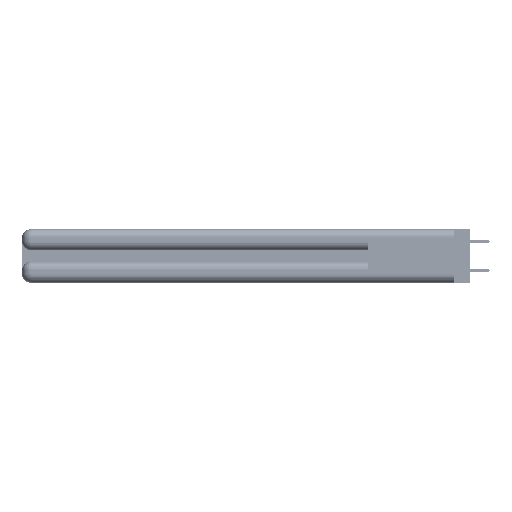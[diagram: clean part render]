
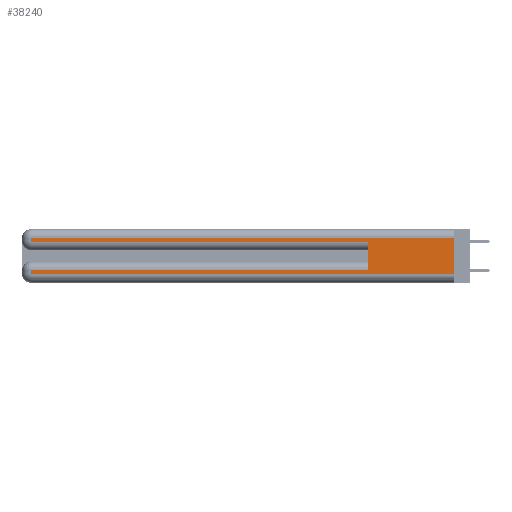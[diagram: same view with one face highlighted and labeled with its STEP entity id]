
A CAD part, left-side view. The second image highlights one B-rep face of the part: STEP entity #38240.
In plain terms, the highlighted planar face has unit normal (-1, 0, 0).
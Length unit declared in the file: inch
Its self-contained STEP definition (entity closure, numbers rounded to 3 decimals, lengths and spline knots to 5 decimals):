
#17 = VECTOR ( 'NONE', #52367, 39.37008 ) ;
#2519 = DIRECTION ( 'NONE',  ( 0., 1., 0. ) ) ;
#4260 = VECTOR ( 'NONE', #47621, 39.37008 ) ;
#4479 = CARTESIAN_POINT ( 'NONE',  ( 0., 0., 0.31 ) ) ;
#5309 = CARTESIAN_POINT ( 'NONE',  ( 0., 0.6, 0.145 ) ) ;
#6731 = LINE ( 'NONE', #23192, #17 ) ;
#7029 = ORIENTED_EDGE ( 'NONE', *, *, #8641, .T. ) ;
#7281 = CARTESIAN_POINT ( 'NONE',  ( 0., 0.6, 0.085 ) ) ;
#7718 = EDGE_CURVE ( 'NONE', #36907, #22756, #6731, .T. ) ;
#8641 = EDGE_CURVE ( 'NONE', #22756, #51804, #37812, .T. ) ;
#9132 = ORIENTED_EDGE ( 'NONE', *, *, #18810, .F. ) ;
#9333 = CARTESIAN_POINT ( 'NONE',  ( 0., 0.6, 0.285 ) ) ;
#9352 = AXIS2_PLACEMENT_3D ( 'NONE', #36146, #52885, #40181 ) ;
#9374 = DIRECTION ( 'NONE',  ( 0., 0., 1. ) ) ;
#11031 = FACE_OUTER_BOUND ( 'NONE', #26983, .T. ) ;
#11582 = LINE ( 'NONE', #28580, #18491 ) ;
#12312 = VECTOR ( 'NONE', #2519, 39.37008 ) ;
#13421 = CARTESIAN_POINT ( 'NONE',  ( 0., 0., 0.06 ) ) ;
#15301 = VECTOR ( 'NONE', #9374, 39.37008 ) ;
#15385 = CARTESIAN_POINT ( 'NONE',  ( 0., 2.94, 0.06 ) ) ;
#15407 = ORIENTED_EDGE ( 'NONE', *, *, #48102, .T. ) ;
#17982 = VERTEX_POINT ( 'NONE', #24196 ) ;
#18491 = VECTOR ( 'NONE', #45065, 39.37008 ) ;
#18810 = EDGE_CURVE ( 'NONE', #30647, #51804, #40474, .T. ) ;
#19247 = LINE ( 'NONE', #48712, #12312 ) ;
#21519 = EDGE_CURVE ( 'NONE', #17982, #50975, #11582, .T. ) ;
#22482 = EDGE_CURVE ( 'NONE', #50975, #30640, #51040, .T. ) ;
#22756 = VERTEX_POINT ( 'NONE', #15385 ) ;
#23011 = LINE ( 'NONE', #23831, #4260 ) ;
#23192 = CARTESIAN_POINT ( 'NONE',  ( 0., 2.94, 0.37 ) ) ;
#23628 = VECTOR ( 'NONE', #43990, 39.37008 ) ;
#23831 = CARTESIAN_POINT ( 'NONE',  ( 0., 0., 0.085 ) ) ;
#24196 = CARTESIAN_POINT ( 'NONE',  ( 0., 2.94, 0.31 ) ) ;
#24778 = EDGE_CURVE ( 'NONE', #46283, #30640, #49897, .T. ) ;
#26782 = VECTOR ( 'NONE', #41582, 39.37008 ) ;
#26983 = EDGE_LOOP ( 'NONE', ( #9132, #15407, #35520, #41933, #28467, #27001, #47368, #7029 ) ) ;
#27001 = ORIENTED_EDGE ( 'NONE', *, *, #39953, .T. ) ;
#28467 = ORIENTED_EDGE ( 'NONE', *, *, #24778, .F. ) ;
#28580 = CARTESIAN_POINT ( 'NONE',  ( 0., 2.94, 0.37 ) ) ;
#30356 = CARTESIAN_POINT ( 'NONE',  ( 0., 2.94, 0.285 ) ) ;
#30640 = VERTEX_POINT ( 'NONE', #9333 ) ;
#30647 = VERTEX_POINT ( 'NONE', #4479 ) ;
#34547 = DIRECTION ( 'NONE',  ( 0., -1., 0. ) ) ;
#35520 = ORIENTED_EDGE ( 'NONE', *, *, #21519, .T. ) ;
#36146 = CARTESIAN_POINT ( 'NONE',  ( 0., 0., 0.37 ) ) ;
#36675 = PLANE ( 'NONE',  #9352 ) ;
#36907 = VERTEX_POINT ( 'NONE', #49564 ) ;
#37812 = LINE ( 'NONE', #41849, #26782 ) ;
#38240 = ADVANCED_FACE ( 'NONE', ( #11031 ), #36675, .F. ) ;
#38603 = CARTESIAN_POINT ( 'NONE',  ( 0., 0., 0.285 ) ) ;
#39953 = EDGE_CURVE ( 'NONE', #46283, #36907, #23011, .T. ) ;
#40181 = DIRECTION ( 'NONE',  ( 0., 0., -1. ) ) ;
#40474 = LINE ( 'NONE', #52638, #23628 ) ;
#41582 = DIRECTION ( 'NONE',  ( 0., -1., 0. ) ) ;
#41831 = VECTOR ( 'NONE', #34547, 39.37008 ) ;
#41849 = CARTESIAN_POINT ( 'NONE',  ( 0., 0., 0.06 ) ) ;
#41933 = ORIENTED_EDGE ( 'NONE', *, *, #22482, .T. ) ;
#43990 = DIRECTION ( 'NONE',  ( 0., 0., -1. ) ) ;
#45065 = DIRECTION ( 'NONE',  ( 0., 0., -1. ) ) ;
#46283 = VERTEX_POINT ( 'NONE', #7281 ) ;
#47368 = ORIENTED_EDGE ( 'NONE', *, *, #7718, .T. ) ;
#47621 = DIRECTION ( 'NONE',  ( 0., 1., 0. ) ) ;
#48102 = EDGE_CURVE ( 'NONE', #30647, #17982, #19247, .T. ) ;
#48712 = CARTESIAN_POINT ( 'NONE',  ( 0., 0., 0.31 ) ) ;
#49564 = CARTESIAN_POINT ( 'NONE',  ( 0., 2.94, 0.085 ) ) ;
#49897 = LINE ( 'NONE', #5309, #15301 ) ;
#50975 = VERTEX_POINT ( 'NONE', #30356 ) ;
#51040 = LINE ( 'NONE', #38603, #41831 ) ;
#51804 = VERTEX_POINT ( 'NONE', #13421 ) ;
#52367 = DIRECTION ( 'NONE',  ( 0., 0., -1. ) ) ;
#52638 = CARTESIAN_POINT ( 'NONE',  ( 0., 0., 0.37 ) ) ;
#52885 = DIRECTION ( 'NONE',  ( 1., 0., 0. ) ) ;
